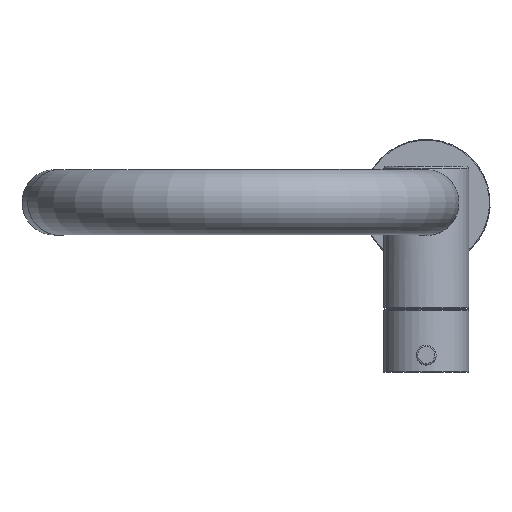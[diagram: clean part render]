
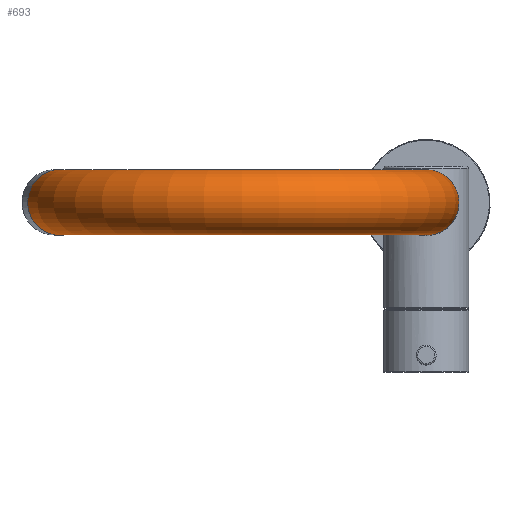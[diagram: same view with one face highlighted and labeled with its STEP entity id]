
A CAD part, top view. The second image highlights one B-rep face of the part: STEP entity #693.
In plain terms, the highlighted toroidal (fillet/blend) face has major radius 65 mm and minor radius 11.5 mm.
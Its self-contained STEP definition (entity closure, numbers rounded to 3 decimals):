
#46=TOROIDAL_SURFACE('',#796,65.,11.5);
#77=FACE_OUTER_BOUND('',#115,.T.);
#115=EDGE_LOOP('',(#567,#568,#569,#570,#571,#572));
#226=CIRCLE('',#794,11.5);
#227=CIRCLE('',#795,11.5);
#228=CIRCLE('',#797,53.5);
#229=CIRCLE('',#798,11.5);
#230=CIRCLE('',#799,11.5);
#297=VERTEX_POINT('',#1486);
#298=VERTEX_POINT('',#1488);
#299=VERTEX_POINT('',#1492);
#300=VERTEX_POINT('',#1494);
#392=EDGE_CURVE('',#297,#298,#226,.T.);
#393=EDGE_CURVE('',#298,#297,#227,.T.);
#394=EDGE_CURVE('',#298,#299,#228,.T.);
#395=EDGE_CURVE('',#299,#300,#229,.T.);
#396=EDGE_CURVE('',#300,#299,#230,.T.);
#567=ORIENTED_EDGE('',*,*,#392,.F.);
#568=ORIENTED_EDGE('',*,*,#393,.F.);
#569=ORIENTED_EDGE('',*,*,#394,.T.);
#570=ORIENTED_EDGE('',*,*,#395,.T.);
#571=ORIENTED_EDGE('',*,*,#396,.T.);
#572=ORIENTED_EDGE('',*,*,#394,.F.);
#693=ADVANCED_FACE('',(#77),#46,.T.);
#794=AXIS2_PLACEMENT_3D('',#1489,#984,#985);
#795=AXIS2_PLACEMENT_3D('',#1490,#986,#987);
#796=AXIS2_PLACEMENT_3D('',#1491,#988,#989);
#797=AXIS2_PLACEMENT_3D('',#1493,#990,#991);
#798=AXIS2_PLACEMENT_3D('',#1495,#992,#993);
#799=AXIS2_PLACEMENT_3D('',#1496,#994,#995);
#984=DIRECTION('center_axis',(-0.173,0.,-0.985));
#985=DIRECTION('ref_axis',(0.,-1.,0.));
#986=DIRECTION('center_axis',(-0.173,0.,-0.985));
#987=DIRECTION('ref_axis',(0.,-1.,0.));
#988=DIRECTION('center_axis',(0.,-1.,0.));
#989=DIRECTION('ref_axis',(1.,0.,0.));
#990=DIRECTION('center_axis',(0.,1.,0.));
#991=DIRECTION('ref_axis',(1.,0.,0.));
#992=DIRECTION('center_axis',(0.,0.,
1.));
#993=DIRECTION('ref_axis',(0.,-1.,0.));
#994=DIRECTION('center_axis',(0.,0.,
1.));
#995=DIRECTION('ref_axis',(0.,-1.,0.));
#1486=CARTESIAN_POINT('',(-129.015,-1.5,146.272));
#1488=CARTESIAN_POINT('',(-117.689,-13.,144.278));
#1489=CARTESIAN_POINT('Origin',(-129.015,-13.,146.272));
#1490=CARTESIAN_POINT('Origin',(-129.015,-13.,146.272));
#1491=CARTESIAN_POINT('Origin',(-65.,-13.,135.));
#1492=CARTESIAN_POINT('',(-11.5,-13.,135.));
#1493=CARTESIAN_POINT('Origin',(-65.,-13.,135.));
#1494=CARTESIAN_POINT('',(0.,-1.5,135.));
#1495=CARTESIAN_POINT('Origin',(0.,-13.,
135.));
#1496=CARTESIAN_POINT('Origin',(0.,-13.,
135.));
